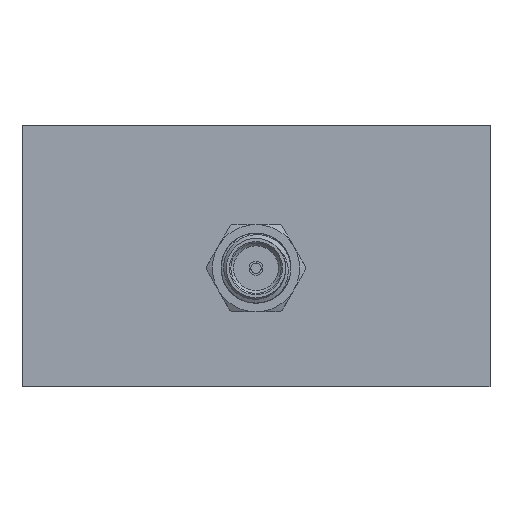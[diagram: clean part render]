
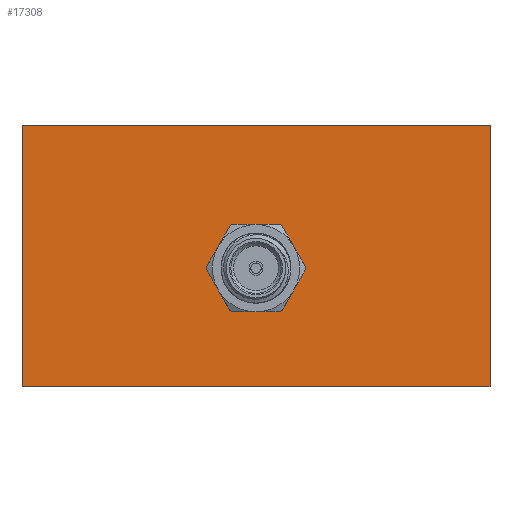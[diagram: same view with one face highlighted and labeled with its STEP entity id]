
A CAD part, front view. The second image highlights one B-rep face of the part: STEP entity #17308.
In plain terms, the highlighted planar face has unit normal (0, -1, 0).
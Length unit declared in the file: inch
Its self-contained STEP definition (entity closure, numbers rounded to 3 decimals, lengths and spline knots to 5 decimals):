
#24 = DIRECTION ( 'NONE',  ( 0., -1., 0. ) ) ;
#43 = CIRCLE ( 'NONE', #14086, 0.17728 ) ;
#392 = CARTESIAN_POINT ( 'NONE',  ( -0.8375, -0.88, -0.4675 ) ) ;
#554 = CARTESIAN_POINT ( 'NONE',  ( -0.08375, -0.88, -0.19875 ) ) ;
#792 = EDGE_LOOP ( 'NONE', ( #10074, #6445, #1298, #14317, #977, #14698, #19354, #3125, #11500, #11315, #17210, #6765 ) ) ;
#800 = CARTESIAN_POINT ( 'NONE',  ( 0.18042, -0.88, -0.0425 ) ) ;
#856 = LINE ( 'NONE', #4130, #2068 ) ;
#868 = CARTESIAN_POINT ( 'NONE',  ( 0.8375, -0.88, 0.4675 ) ) ;
#977 = ORIENTED_EDGE ( 'NONE', *, *, #2084, .F. ) ;
#1298 = ORIENTED_EDGE ( 'NONE', *, *, #6533, .F. ) ;
#1390 = CIRCLE ( 'NONE', #12314, 0.17728 ) ;
#1413 = LINE ( 'NONE', #7802, #18788 ) ;
#1435 = VECTOR ( 'NONE', #14749, 39.37008 ) ;
#1469 = EDGE_CURVE ( 'NONE', #6934, #4254, #12671, .T. ) ;
#1619 = DIRECTION ( 'NONE',  ( 0., 0., -1. ) ) ;
#1651 = LINE ( 'NONE', #868, #3877 ) ;
#1879 = CARTESIAN_POINT ( 'NONE',  ( -0.8375, -0.88, 0.4675 ) ) ;
#2004 = DIRECTION ( 'NONE',  ( 0.5, 0., 0.866 ) ) ;
#2068 = VECTOR ( 'NONE', #15244, 39.37008 ) ;
#2084 = EDGE_CURVE ( 'NONE', #5379, #4257, #16622, .T. ) ;
#2385 = DIRECTION ( 'NONE',  ( 0., 0., -1. ) ) ;
#2451 = DIRECTION ( 'NONE',  ( -0.5, 0., 0.866 ) ) ;
#3125 = ORIENTED_EDGE ( 'NONE', *, *, #7022, .F. ) ;
#3160 = EDGE_CURVE ( 'NONE', #9964, #18523, #20571, .T. ) ;
#3414 = LINE ( 'NONE', #8514, #1435 ) ;
#3860 = CARTESIAN_POINT ( 'NONE',  ( 0.8375, -0.88, -0.4675 ) ) ;
#3877 = VECTOR ( 'NONE', #2385, 39.37008 ) ;
#3915 = PLANE ( 'NONE',  #7213 ) ;
#4097 = AXIS2_PLACEMENT_3D ( 'NONE', #10846, #18830, #17323 ) ;
#4103 = VECTOR ( 'NONE', #2004, 39.37008 ) ;
#4108 = CIRCLE ( 'NONE', #17846, 0.17728 ) ;
#4130 = CARTESIAN_POINT ( 'NONE',  ( 0.8375, -0.88, -0.4675 ) ) ;
#4146 = CARTESIAN_POINT ( 'NONE',  ( 0.17719, -0.88, -0.0481 ) ) ;
#4254 = VERTEX_POINT ( 'NONE', #18924 ) ;
#4257 = VERTEX_POINT ( 'NONE', #4849 ) ;
#4364 = CARTESIAN_POINT ( 'NONE',  ( 0.09344, -0.88, -0.19315 ) ) ;
#4483 = EDGE_CURVE ( 'NONE', #8357, #5082, #3414, .T. ) ;
#4849 = CARTESIAN_POINT ( 'NONE',  ( 0.08375, -0.88, 0.11375 ) ) ;
#4890 = LINE ( 'NONE', #800, #10083 ) ;
#5082 = VERTEX_POINT ( 'NONE', #8749 ) ;
#5379 = VERTEX_POINT ( 'NONE', #7666 ) ;
#5537 = EDGE_CURVE ( 'NONE', #9964, #6157, #1413, .T. ) ;
#5644 = CARTESIAN_POINT ( 'NONE',  ( 0., -0.88, -0.0425 ) ) ;
#6157 = VERTEX_POINT ( 'NONE', #7831 ) ;
#6338 = CARTESIAN_POINT ( 'NONE',  ( 0., -0.88, -0.0425 ) ) ;
#6372 = CARTESIAN_POINT ( 'NONE',  ( -0.09344, -0.88, 0.10815 ) ) ;
#6445 = ORIENTED_EDGE ( 'NONE', *, *, #8741, .F. ) ;
#6533 = EDGE_CURVE ( 'NONE', #20100, #10543, #1390, .T. ) ;
#6765 = ORIENTED_EDGE ( 'NONE', *, *, #4483, .F. ) ;
#6934 = VERTEX_POINT ( 'NONE', #554 ) ;
#7022 = EDGE_CURVE ( 'NONE', #17963, #15116, #8339, .T. ) ;
#7192 = DIRECTION ( 'NONE',  ( 0., 0., -1. ) ) ;
#7213 = AXIS2_PLACEMENT_3D ( 'NONE', #11891, #15301, #16675 ) ;
#7409 = CARTESIAN_POINT ( 'NONE',  ( -0.09021, -0.88, -0.19875 ) ) ;
#7666 = CARTESIAN_POINT ( 'NONE',  ( 0.09344, -0.88, 0.10815 ) ) ;
#7802 = CARTESIAN_POINT ( 'NONE',  ( 0.8375, -0.88, 0.4675 ) ) ;
#7831 = CARTESIAN_POINT ( 'NONE',  ( 0.8375, -0.88, 0.4675 ) ) ;
#8056 = VERTEX_POINT ( 'NONE', #17001 ) ;
#8332 = ORIENTED_EDGE ( 'NONE', *, *, #16763, .F. ) ;
#8339 = LINE ( 'NONE', #13309, #4103 ) ;
#8345 = FACE_BOUND ( 'NONE', #792, .T. ) ;
#8357 = VERTEX_POINT ( 'NONE', #10037 ) ;
#8430 = VERTEX_POINT ( 'NONE', #3860 ) ;
#8514 = CARTESIAN_POINT ( 'NONE',  ( -0.18042, -0.88, -0.0425 ) ) ;
#8622 = EDGE_CURVE ( 'NONE', #18523, #8430, #856, .T. ) ;
#8638 = CARTESIAN_POINT ( 'NONE',  ( 0., -0.88, -0.0425 ) ) ;
#8741 = EDGE_CURVE ( 'NONE', #10543, #18654, #17274, .T. ) ;
#8749 = CARTESIAN_POINT ( 'NONE',  ( -0.09344, -0.88, -0.19315 ) ) ;
#9149 = VECTOR ( 'NONE', #12987, 39.37008 ) ;
#9622 = CIRCLE ( 'NONE', #16903, 0.17728 ) ;
#9682 = EDGE_CURVE ( 'NONE', #18654, #8357, #43, .T. ) ;
#9787 = VECTOR ( 'NONE', #14620, 39.37008 ) ;
#9964 = VERTEX_POINT ( 'NONE', #20398 ) ;
#10037 = CARTESIAN_POINT ( 'NONE',  ( -0.17719, -0.88, -0.0481 ) ) ;
#10074 = ORIENTED_EDGE ( 'NONE', *, *, #9682, .F. ) ;
#10083 = VECTOR ( 'NONE', #2451, 39.37008 ) ;
#10543 = VERTEX_POINT ( 'NONE', #6372 ) ;
#10762 = DIRECTION ( 'NONE',  ( 0., -1., 0. ) ) ;
#10846 = CARTESIAN_POINT ( 'NONE',  ( 0., -0.88, -0.0425 ) ) ;
#10877 = EDGE_CURVE ( 'NONE', #4254, #17963, #16878, .T. ) ;
#10969 = DIRECTION ( 'NONE',  ( 1., 0., 0. ) ) ;
#10999 = CARTESIAN_POINT ( 'NONE',  ( -0.09021, -0.88, 0.11375 ) ) ;
#11127 = DIRECTION ( 'NONE',  ( 0., -1., 0. ) ) ;
#11315 = ORIENTED_EDGE ( 'NONE', *, *, #1469, .F. ) ;
#11500 = ORIENTED_EDGE ( 'NONE', *, *, #10877, .F. ) ;
#11839 = ORIENTED_EDGE ( 'NONE', *, *, #3160, .T. ) ;
#11891 = CARTESIAN_POINT ( 'NONE',  ( 0.8375, -0.88, 0.4675 ) ) ;
#11923 = VECTOR ( 'NONE', #20080, 39.37008 ) ;
#12292 = DIRECTION ( 'NONE',  ( 0., 0., -1. ) ) ;
#12314 = AXIS2_PLACEMENT_3D ( 'NONE', #16955, #10762, #12292 ) ;
#12438 = EDGE_LOOP ( 'NONE', ( #18387, #8332, #18909, #11839 ) ) ;
#12671 = LINE ( 'NONE', #7409, #11923 ) ;
#12987 = DIRECTION ( 'NONE',  ( 0., 0., -1. ) ) ;
#13013 = CARTESIAN_POINT ( 'NONE',  ( 0.09021, -0.88, 0.11375 ) ) ;
#13309 = CARTESIAN_POINT ( 'NONE',  ( 0.09021, -0.88, -0.19875 ) ) ;
#13923 = CARTESIAN_POINT ( 'NONE',  ( -0.08375, -0.88, 0.11375 ) ) ;
#14065 = DIRECTION ( 'NONE',  ( -0.5, 0., -0.866 ) ) ;
#14086 = AXIS2_PLACEMENT_3D ( 'NONE', #19110, #11127, #1619 ) ;
#14317 = ORIENTED_EDGE ( 'NONE', *, *, #18548, .F. ) ;
#14531 = LINE ( 'NONE', #13013, #9787 ) ;
#14620 = DIRECTION ( 'NONE',  ( -1., 0., 0. ) ) ;
#14698 = ORIENTED_EDGE ( 'NONE', *, *, #16692, .F. ) ;
#14749 = DIRECTION ( 'NONE',  ( 0.5, 0., -0.866 ) ) ;
#15083 = AXIS2_PLACEMENT_3D ( 'NONE', #6338, #24, #17522 ) ;
#15093 = DIRECTION ( 'NONE',  ( 0., -1., 0. ) ) ;
#15116 = VERTEX_POINT ( 'NONE', #4146 ) ;
#15244 = DIRECTION ( 'NONE',  ( 1., 0., 0. ) ) ;
#15301 = DIRECTION ( 'NONE',  ( 0., 1., 0. ) ) ;
#16176 = EDGE_CURVE ( 'NONE', #5082, #6934, #9622, .T. ) ;
#16622 = CIRCLE ( 'NONE', #15083, 0.17728 ) ;
#16675 = DIRECTION ( 'NONE',  ( 0., 0., -1. ) ) ;
#16678 = DIRECTION ( 'NONE',  ( 0., 0., -1. ) ) ;
#16692 = EDGE_CURVE ( 'NONE', #8056, #5379, #4890, .T. ) ;
#16763 = EDGE_CURVE ( 'NONE', #6157, #8430, #1651, .T. ) ;
#16878 = CIRCLE ( 'NONE', #4097, 0.17728 ) ;
#16892 = CARTESIAN_POINT ( 'NONE',  ( -0.17719, -0.88, -0.0369 ) ) ;
#16903 = AXIS2_PLACEMENT_3D ( 'NONE', #8638, #19146, #16678 ) ;
#16955 = CARTESIAN_POINT ( 'NONE',  ( 0., -0.88, -0.0425 ) ) ;
#17001 = CARTESIAN_POINT ( 'NONE',  ( 0.17719, -0.88, -0.0369 ) ) ;
#17210 = ORIENTED_EDGE ( 'NONE', *, *, #16176, .F. ) ;
#17238 = EDGE_CURVE ( 'NONE', #15116, #8056, #4108, .T. ) ;
#17274 = LINE ( 'NONE', #10999, #19963 ) ;
#17308 = ADVANCED_FACE ( 'NONE', ( #18502, #8345 ), #3915, .F. ) ;
#17323 = DIRECTION ( 'NONE',  ( 0., 0., -1. ) ) ;
#17522 = DIRECTION ( 'NONE',  ( 0., 0., -1. ) ) ;
#17846 = AXIS2_PLACEMENT_3D ( 'NONE', #5644, #15093, #7192 ) ;
#17963 = VERTEX_POINT ( 'NONE', #4364 ) ;
#18387 = ORIENTED_EDGE ( 'NONE', *, *, #8622, .T. ) ;
#18502 = FACE_OUTER_BOUND ( 'NONE', #12438, .T. ) ;
#18523 = VERTEX_POINT ( 'NONE', #392 ) ;
#18548 = EDGE_CURVE ( 'NONE', #4257, #20100, #14531, .T. ) ;
#18654 = VERTEX_POINT ( 'NONE', #16892 ) ;
#18788 = VECTOR ( 'NONE', #10969, 39.37008 ) ;
#18830 = DIRECTION ( 'NONE',  ( 0., -1., 0. ) ) ;
#18909 = ORIENTED_EDGE ( 'NONE', *, *, #5537, .F. ) ;
#18924 = CARTESIAN_POINT ( 'NONE',  ( 0.08375, -0.88, -0.19875 ) ) ;
#19110 = CARTESIAN_POINT ( 'NONE',  ( 0., -0.88, -0.0425 ) ) ;
#19146 = DIRECTION ( 'NONE',  ( 0., -1., 0. ) ) ;
#19354 = ORIENTED_EDGE ( 'NONE', *, *, #17238, .F. ) ;
#19963 = VECTOR ( 'NONE', #14065, 39.37008 ) ;
#20080 = DIRECTION ( 'NONE',  ( 1., 0., 0. ) ) ;
#20100 = VERTEX_POINT ( 'NONE', #13923 ) ;
#20398 = CARTESIAN_POINT ( 'NONE',  ( -0.8375, -0.88, 0.4675 ) ) ;
#20571 = LINE ( 'NONE', #1879, #9149 ) ;
